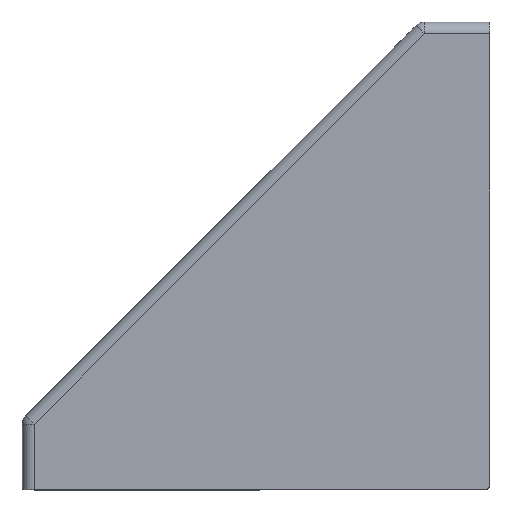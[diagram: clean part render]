
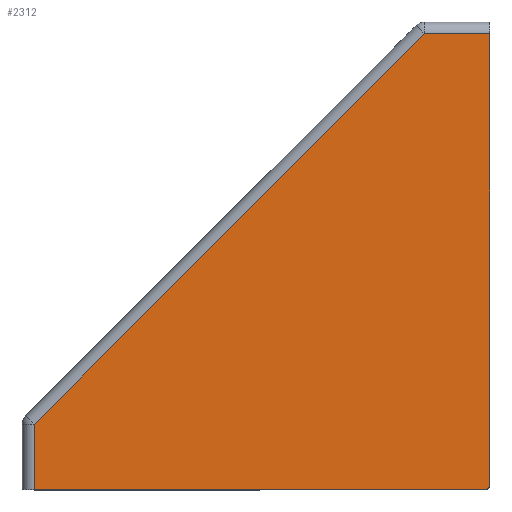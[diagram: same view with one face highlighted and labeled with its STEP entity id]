
A CAD part, top view. The second image highlights one B-rep face of the part: STEP entity #2312.
In plain terms, the highlighted planar face has unit normal (0, 0, 1).
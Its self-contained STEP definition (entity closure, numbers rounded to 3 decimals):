
#4 = ORIENTED_EDGE ( 'NONE', *, *, #250, .T. ) ;
#174 = EDGE_CURVE ( 'NONE', #2533, #4249, #1776, .T. ) ;
#195 = EDGE_CURVE ( 'NONE', #4249, #1978, #2419, .T. ) ;
#201 = CARTESIAN_POINT ( 'NONE',  ( 0., 0., 8.5 ) ) ;
#250 = EDGE_CURVE ( 'NONE', #782, #4203, #2206, .T. ) ;
#256 = EDGE_CURVE ( 'NONE', #462, #2533, #2105, .T. ) ;
#390 = DIRECTION ( 'NONE',  ( 1., 0., 0. ) ) ;
#462 = VERTEX_POINT ( 'NONE', #3792 ) ;
#528 = VECTOR ( 'NONE', #3182, 1000. ) ;
#609 = CARTESIAN_POINT ( 'NONE',  ( -19.5, 2.793, 8.5 ) ) ;
#639 = LINE ( 'NONE', #201, #528 ) ;
#653 = CARTESIAN_POINT ( 'NONE',  ( 0., 20., 8.5 ) ) ;
#659 = EDGE_CURVE ( 'NONE', #4203, #462, #2755, .T. ) ;
#670 = CARTESIAN_POINT ( 'NONE',  ( -19.5, 2.793, 8.5 ) ) ;
#684 = CARTESIAN_POINT ( 'NONE',  ( -0.2, 0.2, 8.5 ) ) ;
#697 = VECTOR ( 'NONE', #4228, 1000. ) ;
#782 = VERTEX_POINT ( 'NONE', #3068 ) ;
#856 = FACE_OUTER_BOUND ( 'NONE', #1186, .T. ) ;
#875 = CARTESIAN_POINT ( 'NONE',  ( -19.5, 0., 8.5 ) ) ;
#943 = DIRECTION ( 'NONE',  ( -0.707, -0.707, 0. ) ) ;
#1013 = DIRECTION ( 'NONE',  ( 1., 0., 0. ) ) ;
#1019 = AXIS2_PLACEMENT_3D ( 'NONE', #684, #2994, #1013 ) ;
#1186 = EDGE_LOOP ( 'NONE', ( #2490, #4, #1662, #3314, #2393, #3950 ) ) ;
#1376 = PLANE ( 'NONE',  #2328 ) ;
#1662 = ORIENTED_EDGE ( 'NONE', *, *, #659, .T. ) ;
#1776 = LINE ( 'NONE', #609, #2516 ) ;
#1853 = VECTOR ( 'NONE', #2331, 1000. ) ;
#1963 = DIRECTION ( 'NONE',  ( -1., 0., 0. ) ) ;
#1978 = VERTEX_POINT ( 'NONE', #875 ) ;
#2105 = LINE ( 'NONE', #2288, #2895 ) ;
#2206 = CIRCLE ( 'NONE', #1019, 0.2 ) ;
#2261 = CARTESIAN_POINT ( 'NONE',  ( 0., 0.2, 8.5 ) ) ;
#2288 = CARTESIAN_POINT ( 'NONE',  ( -2.793, 19.5, 8.5 ) ) ;
#2312 = ADVANCED_FACE ( 'NONE', ( #856 ), #1376, .T. ) ;
#2328 = AXIS2_PLACEMENT_3D ( 'NONE', #653, #3348, #390 ) ;
#2331 = DIRECTION ( 'NONE',  ( 0., 1., 0. ) ) ;
#2346 = CARTESIAN_POINT ( 'NONE',  ( 0., 0., 8.5 ) ) ;
#2393 = ORIENTED_EDGE ( 'NONE', *, *, #174, .T. ) ;
#2419 = LINE ( 'NONE', #3586, #697 ) ;
#2490 = ORIENTED_EDGE ( 'NONE', *, *, #3611, .T. ) ;
#2516 = VECTOR ( 'NONE', #943, 1000. ) ;
#2533 = VERTEX_POINT ( 'NONE', #2933 ) ;
#2755 = LINE ( 'NONE', #2346, #1853 ) ;
#2895 = VECTOR ( 'NONE', #1963, 1000. ) ;
#2933 = CARTESIAN_POINT ( 'NONE',  ( -2.793, 19.5, 8.5 ) ) ;
#2994 = DIRECTION ( 'NONE',  ( 0., 0., 1. ) ) ;
#3068 = CARTESIAN_POINT ( 'NONE',  ( -0.2, 0., 8.5 ) ) ;
#3182 = DIRECTION ( 'NONE',  ( 1., 0., 0. ) ) ;
#3314 = ORIENTED_EDGE ( 'NONE', *, *, #256, .T. ) ;
#3348 = DIRECTION ( 'NONE',  ( 0., 0., 1. ) ) ;
#3586 = CARTESIAN_POINT ( 'NONE',  ( -19.5, 0., 8.5 ) ) ;
#3611 = EDGE_CURVE ( 'NONE', #1978, #782, #639, .T. ) ;
#3792 = CARTESIAN_POINT ( 'NONE',  ( 0., 19.5, 8.5 ) ) ;
#3950 = ORIENTED_EDGE ( 'NONE', *, *, #195, .T. ) ;
#4203 = VERTEX_POINT ( 'NONE', #2261 ) ;
#4228 = DIRECTION ( 'NONE',  ( 0., -1., 0. ) ) ;
#4249 = VERTEX_POINT ( 'NONE', #670 ) ;
